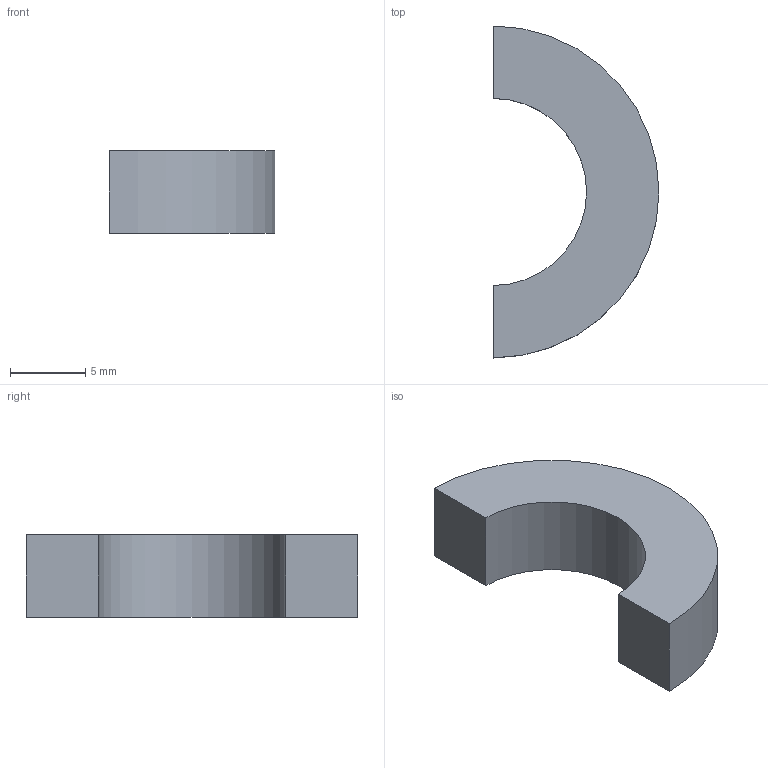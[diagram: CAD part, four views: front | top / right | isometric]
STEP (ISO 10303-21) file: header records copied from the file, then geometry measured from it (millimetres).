
FILE_DESCRIPTION(('Open CASCADE Model'),'2;1');
FILE_NAME('Open CASCADE Shape Model','2025-09-21T13:19:06',('Author'),( 'Open CASCADE'),'Open CASCADE STEP processor 7.8','Open CASCADE 7.8' ,'Unknown');
FILE_SCHEMA(('AUTOMOTIVE_DESIGN { 1 0 10303 214 1 1 1 1 }'));
Length unit declared in the file: millimetre
Products named in the file (1): Open CASCADE STEP translator 7.8 51
Bounding box: 11 x 22 x 5.5 mm (x, y, z)
Volume: 713.3 mm3; surface area: 609.4 mm2
Topology: 1 solids, 1 shells, 6 faces, 12 edges, 8 vertices
Faces by surface type: plane 4, cylinder 2
Entity records: 320 total; most frequent: CARTESIAN_POINT 75, DIRECTION 40, ORIENTED_EDGE 24, PCURVE 24, DEFINITIONAL_REPRESENTATION 24, LINE 16, VECTOR 16, EDGE_CURVE 12
